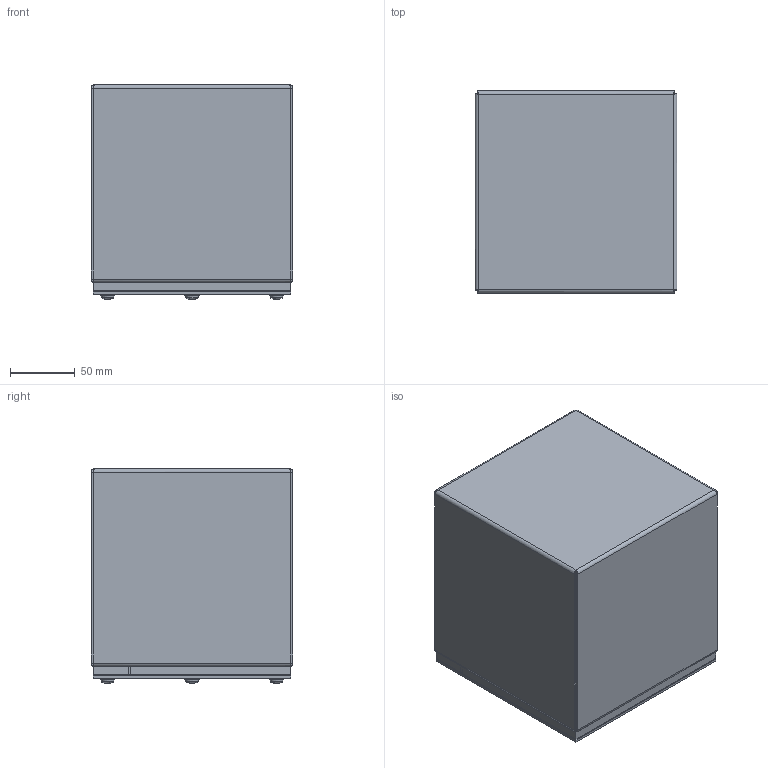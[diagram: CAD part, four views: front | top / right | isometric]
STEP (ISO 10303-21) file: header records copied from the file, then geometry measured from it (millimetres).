
FILE_DESCRIPTION(/* description */ ('6X6X6 ONE PIECE TUB'),/* implementation_level */ '2;1');
FILE_NAME(/* name */ 'WA060606GSC.stp',/* time_stamp */ '2014-05-21T12:05:47+06:00',/* author */ ('ps'),/* organization */ (''),/* preprocessor_version */ 'ST-DEVELOPER v15.2',/* originating_system */ 'Autodesk Inventor 2014',/* authorisation */ '');
FILE_SCHEMA (('AUTOMOTIVE_DESIGN { 1 0 10303 214 3 1 1 }'));
Length unit declared in the file: inch
Products named in the file (8): WA060606GSCBKP; 316279; WA0606GSC_LP; 37210; 39077; 39035; 34984; WA060606GSC
Bounding box: 155.57 x 155.57 x 165.37 mm (x, y, z)
Volume: 352746.6 mm3; surface area: 336399 mm2
Topology: 20 solids, 20 shells, 424 faces, 1020 edges, 644 vertices
Faces by surface type: plane 244, cylinder 80, cone 52, torus 24, bspline 16, sphere 8
Full cylindrical faces by diameter (mm): 3.962 x4, 4.255 x4, 4.775 x4, 4.978 x4, 6.299 x4, 6.528 x4, 7.061 x4, 7.137 x4, 7.95 x4, 10.312 x4, 11.112 x4, 11.506 x4
Entity records: 5635 total; most frequent: CARTESIAN_POINT 1484, DIRECTION 794, ORIENTED_EDGE 752, EDGE_CURVE 376, AXIS2_PLACEMENT_3D 282, VERTEX_POINT 240, LINE 230, VECTOR 230
